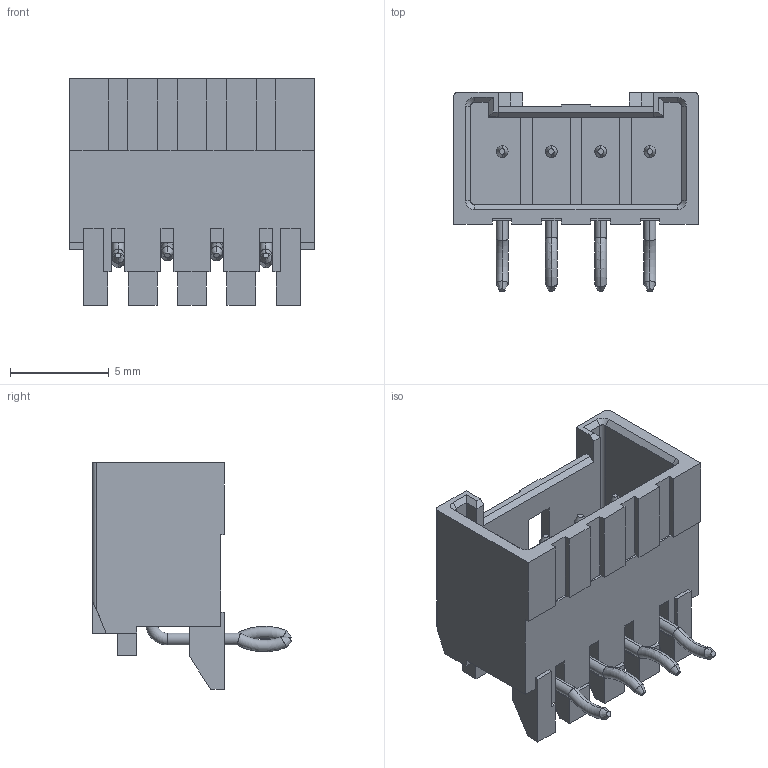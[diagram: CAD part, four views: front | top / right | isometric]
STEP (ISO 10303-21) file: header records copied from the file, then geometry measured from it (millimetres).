
FILE_DESCRIPTION((''),'2;1');
FILE_NAME('534260410','2017-04-24T',('ksrinivasara'),(''),'PRO/ENGINEER BY PARAMETRIC TECHNOLOGY CORPORATION, 2012310','PRO/ENGINEER BY PARAMETRIC TECHNOLOGY CORPORATION, 2012310','');
FILE_SCHEMA(('CONFIG_CONTROL_DESIGN'));
Length unit declared in the file: millimetre
Products named in the file (1): 534260410
Bounding box: 12.4 x 10.1 x 11.5 mm (x, y, z)
Volume: 347 mm3; surface area: 934.9 mm2
Topology: 1 solids, 1 shells, 246 faces, 658 edges, 420 vertices
Faces by surface type: plane 188, cylinder 22, torus 16, cone 12, bspline 8
Entity records: 8270 total; most frequent: CARTESIAN_POINT 2170, ORIENTED_EDGE 1286, DIRECTION 1166, EDGE_CURVE 643, VECTOR 546, LINE 546, VERTEX_POINT 405, AXIS2_PLACEMENT_3D 310
